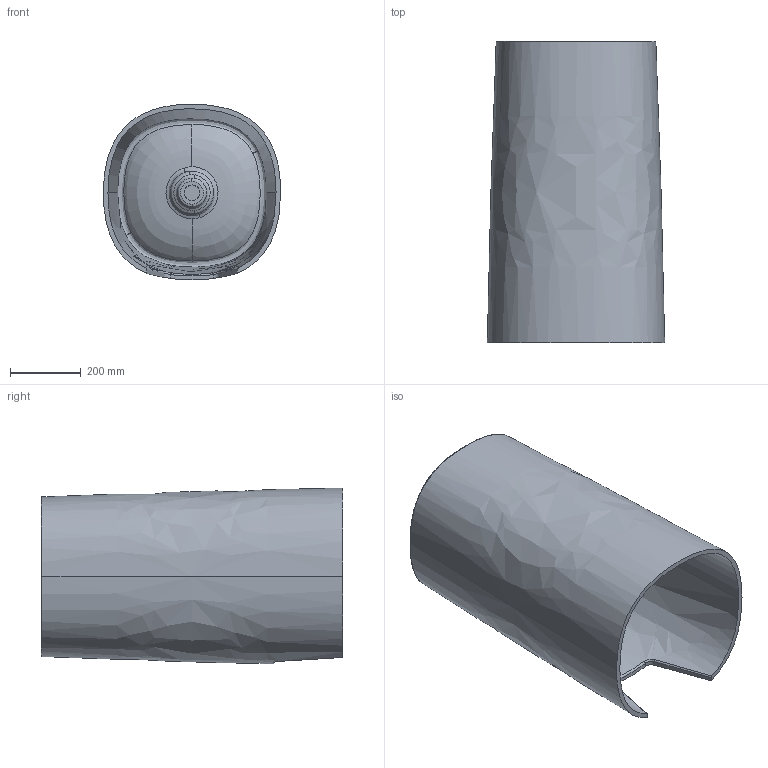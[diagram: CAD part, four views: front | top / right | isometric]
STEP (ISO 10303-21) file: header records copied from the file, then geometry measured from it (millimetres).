
FILE_DESCRIPTION (( 'STEP AP203' ), '1' );
FILE_NAME ('6301410510.STEP', '2020-12-16T22:33:46', ( '' ), ( '' ), 'SwSTEP 2.0', 'SolidWorks 2019', '' );
FILE_SCHEMA (( 'CONFIG_CONTROL_DESIGN' ));
Length unit declared in the file: millimetre
Products named in the file (1): 6301410510
Bounding box: 500 x 850 x 495.58 mm (x, y, z)
Volume: 23339635.4 mm3; surface area: 2815729 mm2
Topology: 2 solids, 2 shells, 79 faces, 190 edges, 118 vertices
Faces by surface type: bspline 29, torus 14, cone 14, plane 11, cylinder 10, sphere 1
Entity records: 18732 total; most frequent: CARTESIAN_POINT 17033, ORIENTED_EDGE 374, DIRECTION 286, EDGE_CURVE 187, AXIS2_PLACEMENT_3D 129, VERTEX_POINT 116, EDGE_LOOP 85, B_SPLINE_CURVE_WITH_KNOTS 81
